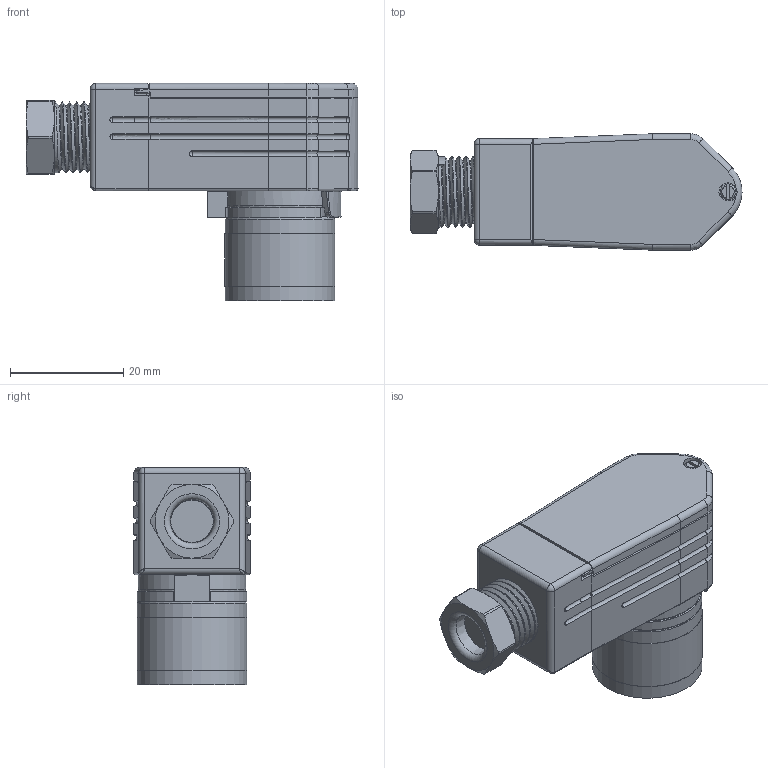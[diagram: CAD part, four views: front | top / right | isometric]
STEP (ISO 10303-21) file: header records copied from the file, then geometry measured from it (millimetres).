
FILE_DESCRIPTION(/* description */ (''),/* implementation_level */ '2;1');
FILE_NAME(/* name */ 'c091 11f008 000 2 unxc001-01.stp',/* time_stamp */ '2019-07-08T12:51:56+02:00',/* author */ (''),/* organization */ (''),/* preprocessor_version */ 'ST-DEVELOPER v16.7',/* originating_system */ 'SIEMENS PLM Software NX 12.0',/* authorisation */ '');
FILE_SCHEMA (('AUTOMOTIVE_DESIGN { 1 0 10303 214 3 1 1 1 }'));
Length unit declared in the file: millimetre
Products named in the file (1): c091 11f008 000 2 unxc001-01
Bounding box: 58.56 x 20.5 x 38.3 mm (x, y, z)
Volume: 22623 mm3; surface area: 8007 mm2
Topology: 1 solids, 3 shells, 442 faces, 1143 edges, 694 vertices
Faces by surface type: plane 199, cylinder 122, bspline 64, cone 30, sphere 22, revolution 4, torus 1
Full cylindrical faces by diameter (mm): 2.8 x1, 3.2 x1, 12.5 x5, 14.7 x1, 15.8 x2, 16.9 x1, 19.3 x2, 19.4 x1
Entity records: 16710 total; most frequent: CARTESIAN_POINT 5936, ORIENTED_EDGE 2154, DIRECTION 2000, EDGE_CURVE 1077, AXIS2_PLACEMENT_3D 709, VERTEX_POINT 676, LINE 578, VECTOR 578
